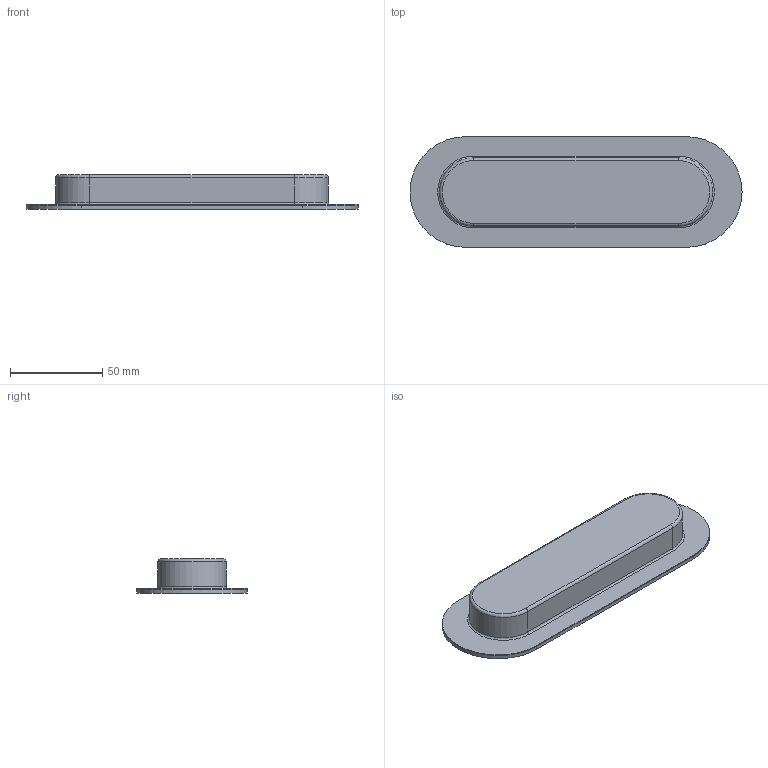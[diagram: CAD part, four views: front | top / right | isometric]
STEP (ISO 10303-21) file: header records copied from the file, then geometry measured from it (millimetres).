
FILE_DESCRIPTION(('Creo Elements/Direct Modeling STEP Export'),'2;1');
FILE_NAME('2293-180.stp','2022-05-04T10:42:06',(''),(''),'Creo Elements/Direct Modeling STEP processor for AP214 (Solid Model)','Creo Elements/Direct Modeling 20.0 12-Nov-2016 (C) Parametric Technology GmbH','');
FILE_SCHEMA(('AUTOMOTIVE_DESIGN { 1 0 10303 214 1 1 1 1 }'));
Length unit declared in the file: millimetre
Products named in the file (3): Unterteil; Oberteil; NI-9311
Assembly tree (2 placements, depth 2):
  NI-9311
    Oberteil
    Unterteil
Bounding box: 180 x 60 x 18.5 mm (x, y, z)
Volume: 20334.2 mm3; surface area: 44606.4 mm2
Topology: 2 solids, 2 shells, 42 faces, 92 edges, 56 vertices
Faces by surface type: cylinder 18, plane 16, torus 8
Entity records: 1231 total; most frequent: DIRECTION 226, CARTESIAN_POINT 193, ORIENTED_EDGE 184, EDGE_CURVE 92, AXIS2_PLACEMENT_3D 89, VERTEX_POINT 56, VECTOR 48, LINE 48
